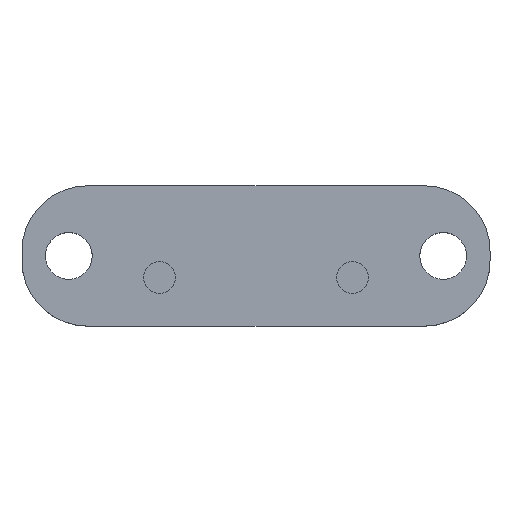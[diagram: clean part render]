
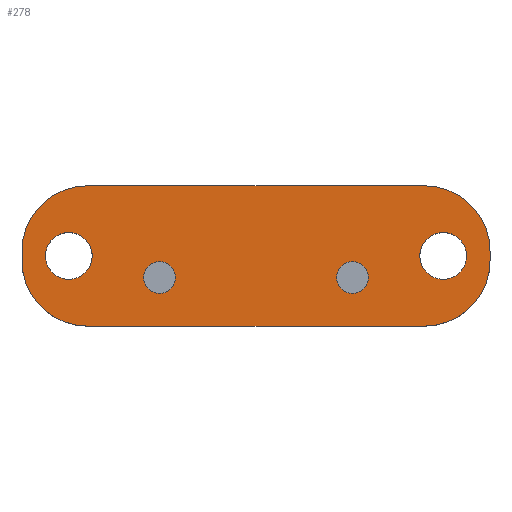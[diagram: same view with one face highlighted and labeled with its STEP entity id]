
A CAD part, top view. The second image highlights one B-rep face of the part: STEP entity #278.
In plain terms, the highlighted planar face has unit normal (0, 0, 1).
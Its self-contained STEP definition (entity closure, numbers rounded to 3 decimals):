
#17=FACE_BOUND('',#63,.T.);
#18=FACE_BOUND('',#64,.T.);
#19=FACE_BOUND('',#65,.T.);
#20=FACE_BOUND('',#66,.T.);
#28=PLANE('',#324);
#44=FACE_OUTER_BOUND('',#62,.T.);
#62=EDGE_LOOP('',(#243,#244,#245,#246,#247,#248,#249,#250));
#63=EDGE_LOOP('',(#251));
#64=EDGE_LOOP('',(#252));
#65=EDGE_LOOP('',(#253));
#66=EDGE_LOOP('',(#254));
#73=LINE('',#440,#93);
#79=LINE('',#464,#99);
#82=LINE('',#472,#102);
#86=LINE('',#486,#106);
#93=VECTOR('',#357,10.);
#99=VECTOR('',#381,10.);
#102=VECTOR('',#390,10.);
#106=VECTOR('',#408,10.);
#107=CIRCLE('',#294,0.85);
#109=CIRCLE('',#298,0.85);
#111=CIRCLE('',#302,3.5);
#118=CIRCLE('',#312,3.5);
#119=CIRCLE('',#315,3.5);
#120=CIRCLE('',#318,3.5);
#121=CIRCLE('',#320,1.25);
#122=CIRCLE('',#322,1.25);
#123=VERTEX_POINT('',#413);
#125=VERTEX_POINT('',#420);
#127=VERTEX_POINT('',#427);
#128=VERTEX_POINT('',#428);
#132=VERTEX_POINT('',#438);
#140=VERTEX_POINT('',#458);
#141=VERTEX_POINT('',#462);
#142=VERTEX_POINT('',#466);
#143=VERTEX_POINT('',#467);
#144=VERTEX_POINT('',#474);
#145=VERTEX_POINT('',#478);
#146=VERTEX_POINT('',#482);
#147=EDGE_CURVE('',#123,#123,#107,.T.);
#150=EDGE_CURVE('',#125,#125,#109,.T.);
#153=EDGE_CURVE('',#127,#128,#111,.T.);
#159=EDGE_CURVE('',#127,#132,#73,.T.);
#168=EDGE_CURVE('',#140,#132,#118,.T.);
#171=EDGE_CURVE('',#140,#141,#79,.T.);
#172=EDGE_CURVE('',#142,#143,#119,.T.);
#175=EDGE_CURVE('',#142,#128,#82,.T.);
#176=EDGE_CURVE('',#144,#141,#120,.T.);
#178=EDGE_CURVE('',#145,#145,#121,.T.);
#180=EDGE_CURVE('',#146,#146,#122,.T.);
#182=EDGE_CURVE('',#144,#143,#86,.T.);
#243=ORIENTED_EDGE('',*,*,#153,.F.);
#244=ORIENTED_EDGE('',*,*,#159,.T.);
#245=ORIENTED_EDGE('',*,*,#168,.F.);
#246=ORIENTED_EDGE('',*,*,#171,.T.);
#247=ORIENTED_EDGE('',*,*,#176,.F.);
#248=ORIENTED_EDGE('',*,*,#182,.T.);
#249=ORIENTED_EDGE('',*,*,#172,.F.);
#250=ORIENTED_EDGE('',*,*,#175,.T.);
#251=ORIENTED_EDGE('',*,*,#147,.T.);
#252=ORIENTED_EDGE('',*,*,#150,.T.);
#253=ORIENTED_EDGE('',*,*,#178,.T.);
#254=ORIENTED_EDGE('',*,*,#180,.T.);
#278=ADVANCED_FACE('',(#44,#17,#18,#19,#20),#28,.T.);
#294=AXIS2_PLACEMENT_3D('',#414,#329,#330);
#298=AXIS2_PLACEMENT_3D('',#421,#338,#339);
#302=AXIS2_PLACEMENT_3D('',#429,#347,#348);
#312=AXIS2_PLACEMENT_3D('',#459,#375,#376);
#315=AXIS2_PLACEMENT_3D('',#468,#384,#385);
#318=AXIS2_PLACEMENT_3D('',#475,#393,#394);
#320=AXIS2_PLACEMENT_3D('',#479,#398,#399);
#322=AXIS2_PLACEMENT_3D('',#483,#403,#404);
#324=AXIS2_PLACEMENT_3D('',#487,#409,#410);
#329=DIRECTION('center_axis',(0.,0.,-1.));
#330=DIRECTION('ref_axis',(-1.,0.,0.));
#338=DIRECTION('center_axis',(0.,0.,-1.));
#339=DIRECTION('ref_axis',(-1.,0.,0.));
#347=DIRECTION('center_axis',(0.,0.,-1.));
#348=DIRECTION('ref_axis',(0.707,-0.707,0.));
#357=DIRECTION('',(0.,1.,0.));
#375=DIRECTION('center_axis',(0.,0.,-1.));
#376=DIRECTION('ref_axis',(0.707,0.707,0.));
#381=DIRECTION('',(-1.,0.,0.));
#384=DIRECTION('center_axis',(0.,0.,-1.));
#385=DIRECTION('ref_axis',(-0.707,-0.707,0.));
#390=DIRECTION('',(1.,0.,0.));
#393=DIRECTION('center_axis',(0.,0.,-1.));
#394=DIRECTION('ref_axis',(-0.707,0.707,0.));
#398=DIRECTION('center_axis',(0.,0.,-1.));
#399=DIRECTION('ref_axis',(-1.,0.,0.));
#403=DIRECTION('center_axis',(0.,0.,-1.));
#404=DIRECTION('ref_axis',(-1.,0.,0.));
#408=DIRECTION('',(0.,-1.,0.));
#409=DIRECTION('center_axis',(0.,0.,1.));
#410=DIRECTION('ref_axis',(1.,0.,0.));
#413=CARTESIAN_POINT('',(-4.3,95.1,6.572));
#414=CARTESIAN_POINT('Origin',(-5.15,95.1,6.572));
#420=CARTESIAN_POINT('',(6.,95.1,6.572));
#421=CARTESIAN_POINT('Origin',(5.15,95.1,6.572));
#427=CARTESIAN_POINT('',(12.5,96.,6.572));
#428=CARTESIAN_POINT('',(9.,92.5,6.572));
#429=CARTESIAN_POINT('Origin',(9.,96.,6.572));
#438=CARTESIAN_POINT('',(12.5,96.5,6.572));
#440=CARTESIAN_POINT('',(12.5,100.,6.572));
#458=CARTESIAN_POINT('',(9.,100.,6.572));
#459=CARTESIAN_POINT('Origin',(9.,96.5,6.572));
#462=CARTESIAN_POINT('',(-9.,100.,6.572));
#464=CARTESIAN_POINT('',(-12.5,100.,6.572));
#466=CARTESIAN_POINT('',(-9.,92.5,6.572));
#467=CARTESIAN_POINT('',(-12.5,96.,6.572));
#468=CARTESIAN_POINT('Origin',(-9.,96.,6.572));
#472=CARTESIAN_POINT('',(12.5,92.5,6.572));
#474=CARTESIAN_POINT('',(-12.5,96.5,6.572));
#475=CARTESIAN_POINT('Origin',(-9.,96.5,6.572));
#478=CARTESIAN_POINT('',(11.25,96.25,6.572));
#479=CARTESIAN_POINT('Origin',(10.,96.25,6.572));
#482=CARTESIAN_POINT('',(-8.75,96.25,6.572));
#483=CARTESIAN_POINT('Origin',(-10.,96.25,6.572));
#486=CARTESIAN_POINT('',(-12.5,92.5,6.572));
#487=CARTESIAN_POINT('Origin',(0.,96.25,6.572));
